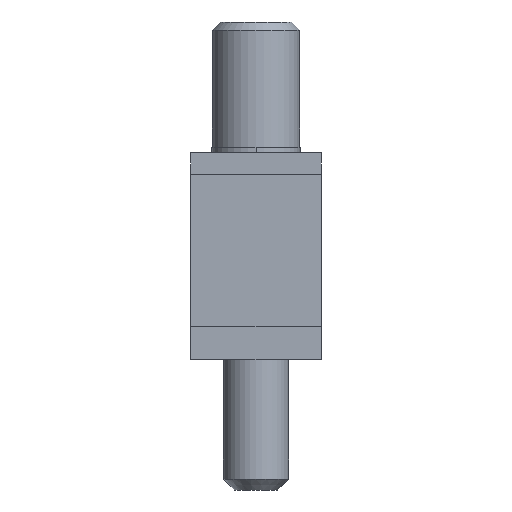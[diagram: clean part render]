
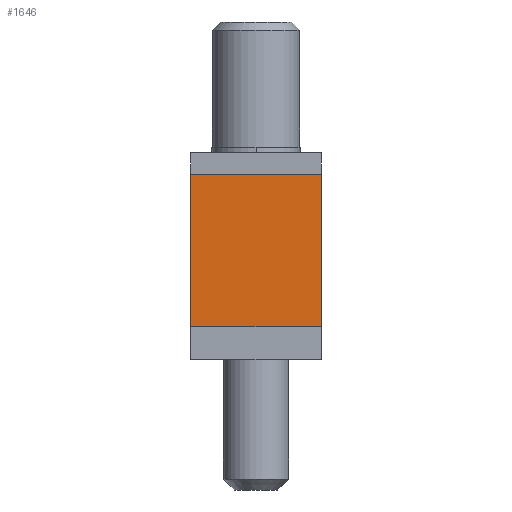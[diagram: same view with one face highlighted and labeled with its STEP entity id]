
A CAD part, front view. The second image highlights one B-rep face of the part: STEP entity #1646.
In plain terms, the highlighted planar face has unit normal (0, -1, 0).
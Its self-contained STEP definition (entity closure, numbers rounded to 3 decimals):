
#403 = LINE ( 'NONE', #2166, #3091 ) ;
#472 = DIRECTION ( 'NONE',  ( 1., 0., 0. ) ) ;
#582 = CARTESIAN_POINT ( 'NONE',  ( -6., -20.9, 17. ) ) ;
#748 = VERTEX_POINT ( 'NONE', #1336 ) ;
#1000 = VERTEX_POINT ( 'NONE', #1961 ) ;
#1066 = EDGE_LOOP ( 'NONE', ( #2160, #2194, #2196, #2199 ) ) ;
#1287 = VERTEX_POINT ( 'NONE', #3149 ) ;
#1336 = CARTESIAN_POINT ( 'NONE',  ( 6., -20.9, 17. ) ) ;
#1487 = CARTESIAN_POINT ( 'NONE',  ( 6., -20.9, 17. ) ) ;
#1496 = DIRECTION ( 'NONE',  ( 0., 0., -1. ) ) ;
#1632 = DIRECTION ( 'NONE',  ( 0., 0., 1. ) ) ;
#1643 = CARTESIAN_POINT ( 'NONE',  ( -6., -20.9, 3. ) ) ;
#1646 = ADVANCED_FACE ( 'NONE', ( #3271 ), #2855, .F. ) ;
#1915 = EDGE_CURVE ( 'NONE', #2664, #1000, #403, .T. ) ;
#1961 = CARTESIAN_POINT ( 'NONE',  ( -6., -20.9, 3. ) ) ;
#2050 = VECTOR ( 'NONE', #472, 1000. ) ;
#2160 = ORIENTED_EDGE ( 'NONE', *, *, #2294, .F. ) ;
#2166 = CARTESIAN_POINT ( 'NONE',  ( 6., -20.9, 3. ) ) ;
#2194 = ORIENTED_EDGE ( 'NONE', *, *, #1915, .F. ) ;
#2196 = ORIENTED_EDGE ( 'NONE', *, *, #2412, .F. ) ;
#2199 = ORIENTED_EDGE ( 'NONE', *, *, #3101, .F. ) ;
#2227 = DIRECTION ( 'NONE',  ( -1., 0., 0. ) ) ;
#2294 = EDGE_CURVE ( 'NONE', #1000, #1287, #3078, .T. ) ;
#2412 = EDGE_CURVE ( 'NONE', #748, #2664, #2587, .T. ) ;
#2584 = VECTOR ( 'NONE', #1496, 1000. ) ;
#2587 = LINE ( 'NONE', #1487, #2584 ) ;
#2664 = VERTEX_POINT ( 'NONE', #3300 ) ;
#2801 = CARTESIAN_POINT ( 'NONE',  ( -6., -20.9, 17. ) ) ;
#2811 = VECTOR ( 'NONE', #1632, 1000. ) ;
#2855 = PLANE ( 'NONE',  #3498 ) ;
#2881 = DIRECTION ( 'NONE',  ( 0., 1., 0. ) ) ;
#2885 = DIRECTION ( 'NONE',  ( 0., 0., 1. ) ) ;
#2995 = LINE ( 'NONE', #582, #2050 ) ;
#3078 = LINE ( 'NONE', #1643, #2811 ) ;
#3091 = VECTOR ( 'NONE', #2227, 1000. ) ;
#3101 = EDGE_CURVE ( 'NONE', #1287, #748, #2995, .T. ) ;
#3149 = CARTESIAN_POINT ( 'NONE',  ( -6., -20.9, 17. ) ) ;
#3271 = FACE_OUTER_BOUND ( 'NONE', #1066, .T. ) ;
#3300 = CARTESIAN_POINT ( 'NONE',  ( 6., -20.9, 3. ) ) ;
#3498 = AXIS2_PLACEMENT_3D ( 'NONE', #2801, #2881, #2885 ) ;
